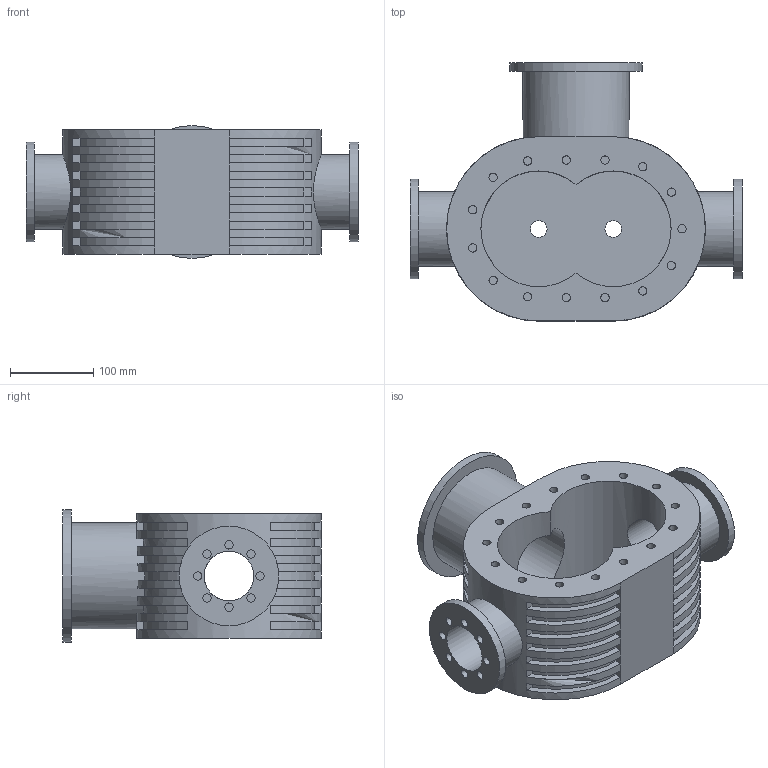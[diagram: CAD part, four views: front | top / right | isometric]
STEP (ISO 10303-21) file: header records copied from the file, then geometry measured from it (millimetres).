
FILE_DESCRIPTION (( 'STEP AP214' ), '1' );
FILE_NAME ('Part1. Housing.STEP', '2025-04-01T14:17:40', ( '' ), ( '' ), 'SwSTEP 2.0', 'SolidWorks 2025', '' );
FILE_SCHEMA (( 'AUTOMOTIVE_DESIGN' ));
Length unit declared in the file: millimetre
Products named in the file (1): Part1. Housing
Bounding box: 400 x 311 x 160 mm (x, y, z)
Volume: 5372441.9 mm3; surface area: 578623.6 mm2
Topology: 1 solids, 1 shells, 235 faces, 533 edges, 344 vertices
Faces by surface type: plane 153, cylinder 82
Full cylindrical faces by diameter (mm): 10 x31, 15 x8, 20 x2, 60 x2, 80 x1, 90 x2, 120 x2, 128 x1, 160 x1
Entity records: 7056 total; most frequent: CARTESIAN_POINT 1799, DIRECTION 1139, ORIENTED_EDGE 958, EDGE_CURVE 479, AXIS2_PLACEMENT_3D 452, VERTEX_POINT 340, EDGE_LOOP 339, FACE_OUTER_BOUND 285
